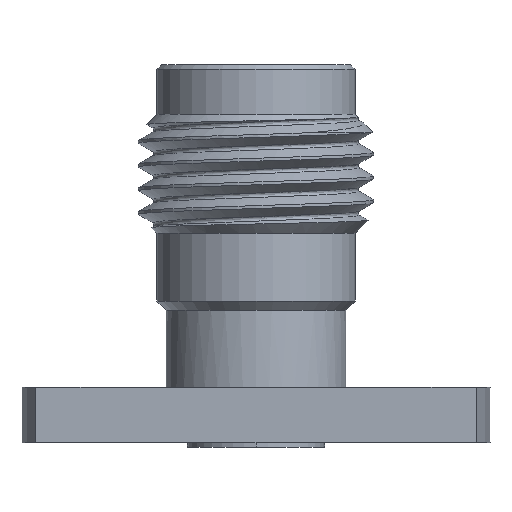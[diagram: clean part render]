
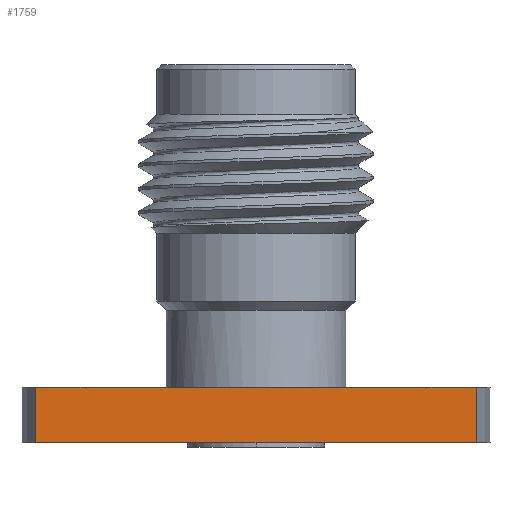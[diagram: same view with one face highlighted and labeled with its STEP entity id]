
A CAD part, left-side view. The second image highlights one B-rep face of the part: STEP entity #1759.
In plain terms, the highlighted planar face has unit normal (-1, 0, 0).
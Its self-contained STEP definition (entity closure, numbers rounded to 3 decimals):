
#203 = VECTOR ( 'NONE', #3342, 1000. ) ;
#240 = EDGE_CURVE ( 'NONE', #4588, #1574, #1575, .T. ) ;
#300 = CARTESIAN_POINT ( 'NONE',  ( -2.415, -6.554, -1.65 ) ) ;
#654 = CARTESIAN_POINT ( 'NONE',  ( -2.415, -6.554, 0. ) ) ;
#768 = EDGE_CURVE ( 'NONE', #4588, #4642, #2741, .T. ) ;
#875 = EDGE_CURVE ( 'NONE', #1264, #2281, #2517, .T. ) ;
#944 = DIRECTION ( 'NONE',  ( 0., -1., 0. ) ) ;
#959 = LINE ( 'NONE', #4456, #3245 ) ;
#974 = DIRECTION ( 'NONE',  ( 0., 0., 1. ) ) ;
#1089 = CARTESIAN_POINT ( 'NONE',  ( -2.415, 1.15, 0. ) ) ;
#1186 = LINE ( 'NONE', #4239, #4274 ) ;
#1264 = VERTEX_POINT ( 'NONE', #1591 ) ;
#1418 = FACE_OUTER_BOUND ( 'NONE', #1891, .T. ) ;
#1532 = VERTEX_POINT ( 'NONE', #1089 ) ;
#1564 = EDGE_CURVE ( 'NONE', #1532, #1264, #1700, .T. ) ;
#1574 = VERTEX_POINT ( 'NONE', #4773 ) ;
#1575 = LINE ( 'NONE', #300, #4163 ) ;
#1591 = CARTESIAN_POINT ( 'NONE',  ( -2.415, -1.15, 0. ) ) ;
#1660 = VECTOR ( 'NONE', #4349, 1000. ) ;
#1685 = DIRECTION ( 'NONE',  ( -1., 0., 0. ) ) ;
#1700 = LINE ( 'NONE', #2209, #203 ) ;
#1759 = ADVANCED_FACE ( 'NONE', ( #1418 ), #2066, .T. ) ;
#1780 = DIRECTION ( 'NONE',  ( 0., -1., 0. ) ) ;
#1787 = ORIENTED_EDGE ( 'NONE', *, *, #240, .T. ) ;
#1841 = AXIS2_PLACEMENT_3D ( 'NONE', #3162, #1685, #974 ) ;
#1891 = EDGE_LOOP ( 'NONE', ( #3092, #3181, #1787, #4351, #4700, #2170 ) ) ;
#2066 = PLANE ( 'NONE',  #1841 ) ;
#2112 = DIRECTION ( 'NONE',  ( 0., 0., 1. ) ) ;
#2122 = VECTOR ( 'NONE', #2528, 1000. ) ;
#2136 = CARTESIAN_POINT ( 'NONE',  ( -2.415, 6.554, -1.65 ) ) ;
#2170 = ORIENTED_EDGE ( 'NONE', *, *, #1564, .F. ) ;
#2209 = CARTESIAN_POINT ( 'NONE',  ( -2.415, -6.554, 0. ) ) ;
#2281 = VERTEX_POINT ( 'NONE', #654 ) ;
#2517 = LINE ( 'NONE', #4717, #2122 ) ;
#2528 = DIRECTION ( 'NONE',  ( 0., -1., 0. ) ) ;
#2741 = LINE ( 'NONE', #2136, #1660 ) ;
#3092 = ORIENTED_EDGE ( 'NONE', *, *, #4211, .F. ) ;
#3162 = CARTESIAN_POINT ( 'NONE',  ( -2.415, -6.554, -1.65 ) ) ;
#3181 = ORIENTED_EDGE ( 'NONE', *, *, #768, .F. ) ;
#3245 = VECTOR ( 'NONE', #2112, 1000. ) ;
#3342 = DIRECTION ( 'NONE',  ( 0., -1., 0. ) ) ;
#3346 = CARTESIAN_POINT ( 'NONE',  ( -2.415, 6.554, -1.65 ) ) ;
#4163 = VECTOR ( 'NONE', #1780, 1000. ) ;
#4211 = EDGE_CURVE ( 'NONE', #4642, #1532, #1186, .T. ) ;
#4215 = EDGE_CURVE ( 'NONE', #1574, #2281, #959, .T. ) ;
#4239 = CARTESIAN_POINT ( 'NONE',  ( -2.415, -6.554, 0. ) ) ;
#4274 = VECTOR ( 'NONE', #944, 1000. ) ;
#4349 = DIRECTION ( 'NONE',  ( 0., 0., 1. ) ) ;
#4351 = ORIENTED_EDGE ( 'NONE', *, *, #4215, .T. ) ;
#4456 = CARTESIAN_POINT ( 'NONE',  ( -2.415, -6.554, -1.65 ) ) ;
#4588 = VERTEX_POINT ( 'NONE', #3346 ) ;
#4642 = VERTEX_POINT ( 'NONE', #4763 ) ;
#4700 = ORIENTED_EDGE ( 'NONE', *, *, #875, .F. ) ;
#4717 = CARTESIAN_POINT ( 'NONE',  ( -2.415, -6.554, 0. ) ) ;
#4763 = CARTESIAN_POINT ( 'NONE',  ( -2.415, 6.554, 0. ) ) ;
#4773 = CARTESIAN_POINT ( 'NONE',  ( -2.415, -6.554, -1.65 ) ) ;
